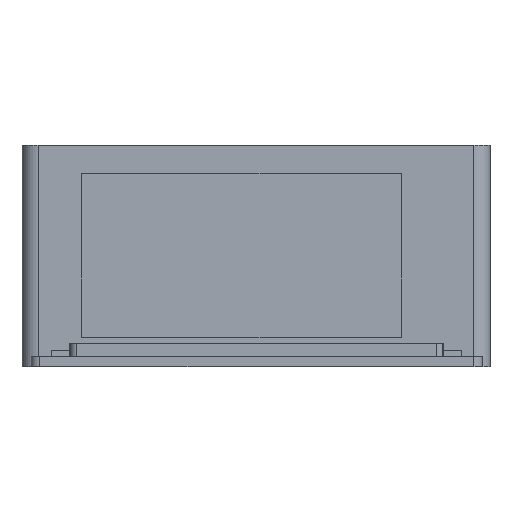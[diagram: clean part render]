
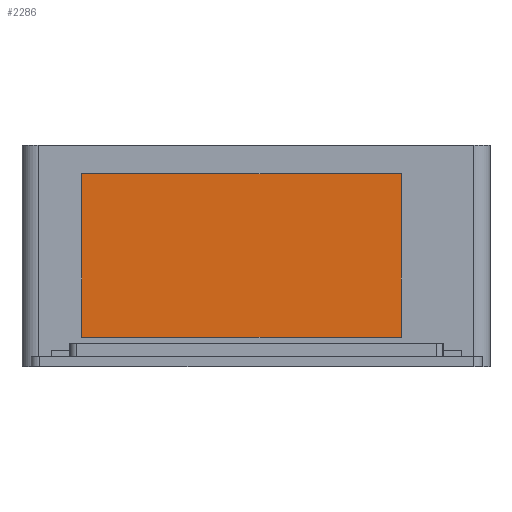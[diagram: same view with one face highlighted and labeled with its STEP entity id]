
A CAD part, front view. The second image highlights one B-rep face of the part: STEP entity #2286.
In plain terms, the highlighted planar face has unit normal (0, -1, 0).
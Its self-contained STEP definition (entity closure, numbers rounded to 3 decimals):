
#83=PLANE('',#2498);
#184=FACE_OUTER_BOUND('',#311,.T.);
#311=EDGE_LOOP('',(#1952,#1953,#1954,#1955));
#423=LINE('',#3435,#671);
#451=LINE('',#3499,#699);
#525=LINE('',#3696,#773);
#544=LINE('',#3741,#792);
#671=VECTOR('',#2724,10.);
#699=VECTOR('',#2772,10.);
#773=VECTOR('',#2982,1000.);
#792=VECTOR('',#3035,1000.);
#1028=VERTEX_POINT('',#3432);
#1029=VERTEX_POINT('',#3434);
#1054=VERTEX_POINT('',#3496);
#1055=VERTEX_POINT('',#3498);
#1262=EDGE_CURVE('',#1028,#1029,#423,.T.);
#1294=EDGE_CURVE('',#1055,#1054,#451,.T.);
#1395=EDGE_CURVE('',#1054,#1029,#525,.T.);
#1418=EDGE_CURVE('',#1028,#1055,#544,.F.);
#1952=ORIENTED_EDGE('',*,*,#1294,.T.);
#1953=ORIENTED_EDGE('',*,*,#1395,.T.);
#1954=ORIENTED_EDGE('',*,*,#1262,.F.);
#1955=ORIENTED_EDGE('',*,*,#1418,.T.);
#2286=ADVANCED_FACE('',(#184),#83,.T.);
#2498=AXIS2_PLACEMENT_3D('',#3740,#3033,#3034);
#2724=DIRECTION('',(1.,0.,0.));
#2772=DIRECTION('',(1.,0.,0.));
#2982=DIRECTION('',(0.,0.,1.));
#3033=DIRECTION('center_axis',(0.,-1.,0.));
#3034=DIRECTION('ref_axis',(1.,0.,0.));
#3035=DIRECTION('',(0.,0.,1.));
#3432=CARTESIAN_POINT('',(-27.791,2.321,31.158));
#3434=CARTESIAN_POINT('',(27.799,2.321,31.158));
#3435=CARTESIAN_POINT('',(-17.,2.321,31.158));
#3496=CARTESIAN_POINT('',(27.799,2.321,0.));
#3498=CARTESIAN_POINT('',(-27.791,2.321,0.));
#3499=CARTESIAN_POINT('',(-16.925,2.321,0.));
#3696=CARTESIAN_POINT('',(27.799,2.321,31.03));
#3740=CARTESIAN_POINT('Origin',(-34.,2.321,-2.));
#3741=CARTESIAN_POINT('',(-27.791,2.321,0.));
